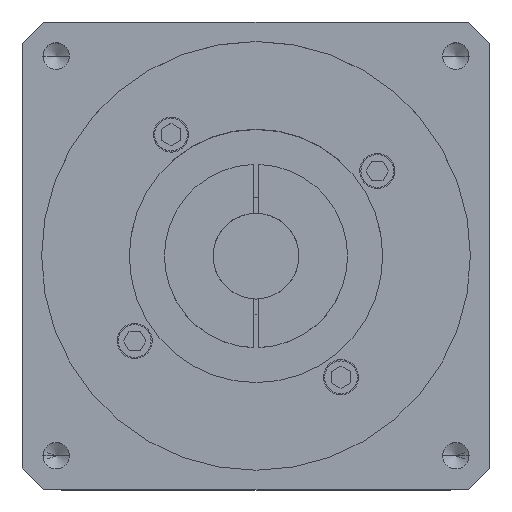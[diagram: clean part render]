
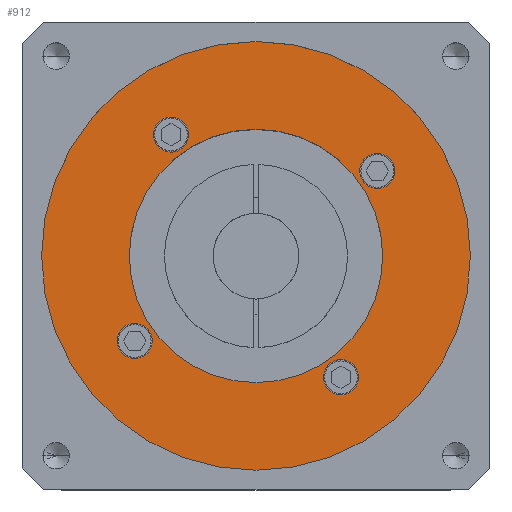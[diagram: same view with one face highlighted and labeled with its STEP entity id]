
A CAD part, top view. The second image highlights one B-rep face of the part: STEP entity #912.
In plain terms, the highlighted planar face has unit normal (0, 0, 1).
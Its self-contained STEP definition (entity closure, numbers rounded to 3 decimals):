
#120 = ORIENTED_EDGE ( 'NONE', *, *, #5060, .F. ) ;
#142 = FACE_BOUND ( 'NONE', #6209, .T. ) ;
#147 = AXIS2_PLACEMENT_3D ( 'NONE', #275, #3732, #790 ) ;
#197 = AXIS2_PLACEMENT_3D ( 'NONE', #4353, #1399, #4843 ) ;
#275 = CARTESIAN_POINT ( 'NONE',  ( -31.128, -21.796, 146.5 ) ) ;
#296 = DIRECTION ( 'NONE',  ( 0., 0., 1. ) ) ;
#298 = FACE_BOUND ( 'NONE', #4760, .T. ) ;
#456 = DIRECTION ( 'NONE',  ( 0., 0., 1. ) ) ;
#583 = AXIS2_PLACEMENT_3D ( 'NONE', #1877, #5318, #2374 ) ;
#684 = DIRECTION ( 'NONE',  ( 0., 0., 1. ) ) ;
#711 = ORIENTED_EDGE ( 'NONE', *, *, #4654, .T. ) ;
#790 = DIRECTION ( 'NONE',  ( 1., 0., 0. ) ) ;
#820 = CARTESIAN_POINT ( 'NONE',  ( -35.628, -21.796, 146.5 ) ) ;
#856 = DIRECTION ( 'NONE',  ( 0., 0., 1. ) ) ;
#883 = EDGE_CURVE ( 'NONE', #885, #6134, #3912, .T. ) ;
#885 = VERTEX_POINT ( 'NONE', #3975 ) ;
#912 = ADVANCED_FACE ( 'NONE', ( #4914, #298, #142, #6221, #3615, #1145 ), #1593, .T. ) ;
#1048 = CARTESIAN_POINT ( 'NONE',  ( -17.296, 31.128, 146.5 ) ) ;
#1117 = CIRCLE ( 'NONE', #4692, 4.5 ) ;
#1145 = FACE_OUTER_BOUND ( 'NONE', #6066, .T. ) ;
#1149 = DIRECTION ( 'NONE',  ( 1., 0., 0. ) ) ;
#1201 = VERTEX_POINT ( 'NONE', #6330 ) ;
#1247 = AXIS2_PLACEMENT_3D ( 'NONE', #4377, #1426, #4869 ) ;
#1285 = VERTEX_POINT ( 'NONE', #1786 ) ;
#1398 = ORIENTED_EDGE ( 'NONE', *, *, #6321, .F. ) ;
#1399 = DIRECTION ( 'NONE',  ( 0., 0., 1. ) ) ;
#1426 = DIRECTION ( 'NONE',  ( 0., 0., 1. ) ) ;
#1523 = ORIENTED_EDGE ( 'NONE', *, *, #883, .F. ) ;
#1551 = DIRECTION ( 'NONE',  ( 0., 0., 1. ) ) ;
#1593 = PLANE ( 'NONE',  #5791 ) ;
#1600 = AXIS2_PLACEMENT_3D ( 'NONE', #3245, #296, #3743 ) ;
#1786 = CARTESIAN_POINT ( 'NONE',  ( 35.628, 21.796, 146.5 ) ) ;
#1819 = CARTESIAN_POINT ( 'NONE',  ( 21.796, -31.128, 146.5 ) ) ;
#1823 = EDGE_LOOP ( 'NONE', ( #2476, #5522 ) ) ;
#1845 = CIRCLE ( 'NONE', #197, 32.5 ) ;
#1877 = CARTESIAN_POINT ( 'NONE',  ( 0., 0., 146.5 ) ) ;
#1897 = EDGE_LOOP ( 'NONE', ( #6327, #5846 ) ) ;
#1997 = DIRECTION ( 'NONE',  ( 0., 0., 1. ) ) ;
#2028 = CIRCLE ( 'NONE', #147, 4.5 ) ;
#2122 = DIRECTION ( 'NONE',  ( 0., 0., 1. ) ) ;
#2141 = CARTESIAN_POINT ( 'NONE',  ( 21.796, -31.128, 146.5 ) ) ;
#2227 = EDGE_CURVE ( 'NONE', #3518, #1201, #1117, .T. ) ;
#2231 = AXIS2_PLACEMENT_3D ( 'NONE', #3626, #684, #4116 ) ;
#2320 = DIRECTION ( 'NONE',  ( 1., 0., 0. ) ) ;
#2374 = DIRECTION ( 'NONE',  ( 1., 0., 0. ) ) ;
#2398 = AXIS2_PLACEMENT_3D ( 'NONE', #3787, #856, #4283 ) ;
#2476 = ORIENTED_EDGE ( 'NONE', *, *, #3662, .F. ) ;
#2523 = EDGE_CURVE ( 'NONE', #1201, #3518, #2028, .T. ) ;
#2562 = CARTESIAN_POINT ( 'NONE',  ( 0., 0., 146.5 ) ) ;
#2598 = CARTESIAN_POINT ( 'NONE',  ( 0., 0., 146.5 ) ) ;
#2758 = CIRCLE ( 'NONE', #1247, 4.5 ) ;
#2803 = AXIS2_PLACEMENT_3D ( 'NONE', #2141, #2122, #4045 ) ;
#2920 = AXIS2_PLACEMENT_3D ( 'NONE', #1819, #5263, #2320 ) ;
#2944 = CIRCLE ( 'NONE', #2231, 4.5 ) ;
#3063 = DIRECTION ( 'NONE',  ( 1., 0., 0. ) ) ;
#3245 = CARTESIAN_POINT ( 'NONE',  ( -21.796, 31.128, 146.5 ) ) ;
#3347 = VERTEX_POINT ( 'NONE', #4594 ) ;
#3409 = CARTESIAN_POINT ( 'NONE',  ( 31.128, 21.796, 146.5 ) ) ;
#3504 = VERTEX_POINT ( 'NONE', #6198 ) ;
#3518 = VERTEX_POINT ( 'NONE', #820 ) ;
#3615 = FACE_BOUND ( 'NONE', #1823, .T. ) ;
#3626 = CARTESIAN_POINT ( 'NONE',  ( -21.796, 31.128, 146.5 ) ) ;
#3662 = EDGE_CURVE ( 'NONE', #3504, #5758, #1845, .T. ) ;
#3670 = CARTESIAN_POINT ( 'NONE',  ( 17.296, -31.128, 146.5 ) ) ;
#3732 = DIRECTION ( 'NONE',  ( 0., 0., 1. ) ) ;
#3734 = ORIENTED_EDGE ( 'NONE', *, *, #4154, .F. ) ;
#3743 = DIRECTION ( 'NONE',  ( 1., 0., 0. ) ) ;
#3787 = CARTESIAN_POINT ( 'NONE',  ( 0., 0., 146.5 ) ) ;
#3793 = VERTEX_POINT ( 'NONE', #1048 ) ;
#3832 = CARTESIAN_POINT ( 'NONE',  ( -26.296, 31.128, 146.5 ) ) ;
#3896 = DIRECTION ( 'NONE',  ( 1., 0., 0. ) ) ;
#3912 = CIRCLE ( 'NONE', #2803, 4.5 ) ;
#3922 = CIRCLE ( 'NONE', #2398, 55. ) ;
#3975 = CARTESIAN_POINT ( 'NONE',  ( 26.296, -31.128, 146.5 ) ) ;
#4045 = DIRECTION ( 'NONE',  ( 1., 0., 0. ) ) ;
#4062 = ORIENTED_EDGE ( 'NONE', *, *, #5514, .T. ) ;
#4071 = CIRCLE ( 'NONE', #583, 32.5 ) ;
#4077 = EDGE_CURVE ( 'NONE', #5591, #3793, #5631, .T. ) ;
#4116 = DIRECTION ( 'NONE',  ( 1., 0., 0. ) ) ;
#4154 = EDGE_CURVE ( 'NONE', #6134, #885, #5147, .T. ) ;
#4283 = DIRECTION ( 'NONE',  ( 1., 0., 0. ) ) ;
#4310 = CARTESIAN_POINT ( 'NONE',  ( 55., 0., 146.5 ) ) ;
#4353 = CARTESIAN_POINT ( 'NONE',  ( 0., 0., 146.5 ) ) ;
#4377 = CARTESIAN_POINT ( 'NONE',  ( 31.128, 21.796, 146.5 ) ) ;
#4378 = ORIENTED_EDGE ( 'NONE', *, *, #2523, .F. ) ;
#4594 = CARTESIAN_POINT ( 'NONE',  ( -55., 0., 146.5 ) ) ;
#4654 = EDGE_CURVE ( 'NONE', #3347, #6286, #5883, .T. ) ;
#4692 = AXIS2_PLACEMENT_3D ( 'NONE', #4950, #1997, #5446 ) ;
#4729 = EDGE_CURVE ( 'NONE', #3793, #5591, #2944, .T. ) ;
#4760 = EDGE_LOOP ( 'NONE', ( #4378, #5348 ) ) ;
#4843 = DIRECTION ( 'NONE',  ( 1., 0., 0. ) ) ;
#4869 = DIRECTION ( 'NONE',  ( 1., 0., 0. ) ) ;
#4914 = FACE_BOUND ( 'NONE', #1897, .T. ) ;
#4950 = CARTESIAN_POINT ( 'NONE',  ( -31.128, -21.796, 146.5 ) ) ;
#5060 = EDGE_CURVE ( 'NONE', #1285, #5639, #5875, .T. ) ;
#5147 = CIRCLE ( 'NONE', #2920, 4.5 ) ;
#5263 = DIRECTION ( 'NONE',  ( 0., 0., 1. ) ) ;
#5318 = DIRECTION ( 'NONE',  ( 0., 0., 1. ) ) ;
#5348 = ORIENTED_EDGE ( 'NONE', *, *, #2227, .F. ) ;
#5399 = AXIS2_PLACEMENT_3D ( 'NONE', #3409, #456, #3896 ) ;
#5446 = DIRECTION ( 'NONE',  ( 1., 0., 0. ) ) ;
#5514 = EDGE_CURVE ( 'NONE', #6286, #3347, #3922, .T. ) ;
#5522 = ORIENTED_EDGE ( 'NONE', *, *, #6285, .F. ) ;
#5591 = VERTEX_POINT ( 'NONE', #3832 ) ;
#5631 = CIRCLE ( 'NONE', #1600, 4.5 ) ;
#5639 = VERTEX_POINT ( 'NONE', #5836 ) ;
#5694 = EDGE_LOOP ( 'NONE', ( #120, #1398 ) ) ;
#5758 = VERTEX_POINT ( 'NONE', #5960 ) ;
#5791 = AXIS2_PLACEMENT_3D ( 'NONE', #2598, #1551, #1149 ) ;
#5836 = CARTESIAN_POINT ( 'NONE',  ( 26.628, 21.796, 146.5 ) ) ;
#5846 = ORIENTED_EDGE ( 'NONE', *, *, #4077, .F. ) ;
#5875 = CIRCLE ( 'NONE', #5399, 4.5 ) ;
#5883 = CIRCLE ( 'NONE', #6298, 55. ) ;
#5960 = CARTESIAN_POINT ( 'NONE',  ( -32.5, 0., 146.5 ) ) ;
#6018 = DIRECTION ( 'NONE',  ( 0., 0., 1. ) ) ;
#6066 = EDGE_LOOP ( 'NONE', ( #4062, #711 ) ) ;
#6134 = VERTEX_POINT ( 'NONE', #3670 ) ;
#6198 = CARTESIAN_POINT ( 'NONE',  ( 32.5, 0., 146.5 ) ) ;
#6209 = EDGE_LOOP ( 'NONE', ( #1523, #3734 ) ) ;
#6221 = FACE_BOUND ( 'NONE', #5694, .T. ) ;
#6285 = EDGE_CURVE ( 'NONE', #5758, #3504, #4071, .T. ) ;
#6286 = VERTEX_POINT ( 'NONE', #4310 ) ;
#6298 = AXIS2_PLACEMENT_3D ( 'NONE', #2562, #6018, #3063 ) ;
#6321 = EDGE_CURVE ( 'NONE', #5639, #1285, #2758, .T. ) ;
#6327 = ORIENTED_EDGE ( 'NONE', *, *, #4729, .F. ) ;
#6330 = CARTESIAN_POINT ( 'NONE',  ( -26.628, -21.796, 146.5 ) ) ;
